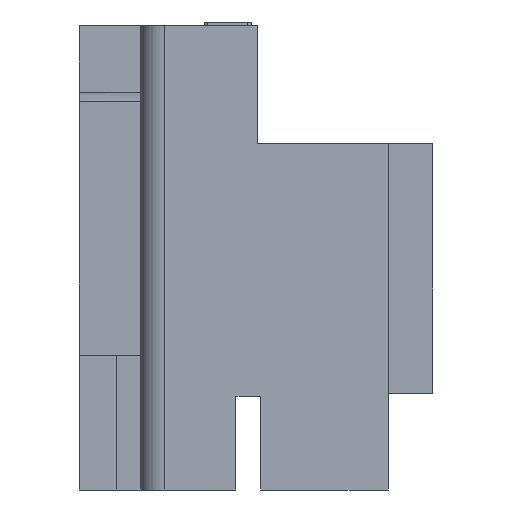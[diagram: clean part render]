
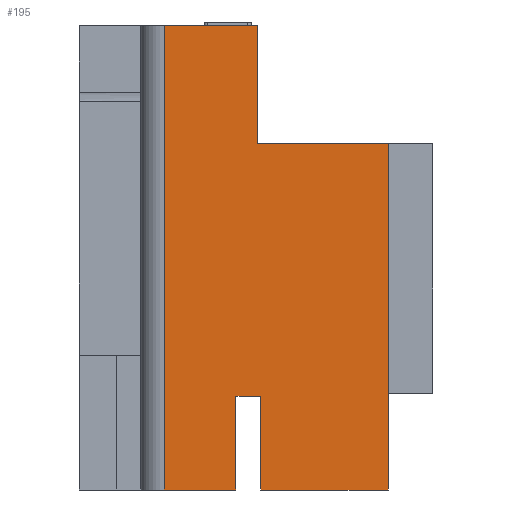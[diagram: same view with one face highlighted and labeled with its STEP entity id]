
A CAD part, left-side view. The second image highlights one B-rep face of the part: STEP entity #195.
In plain terms, the highlighted planar face has unit normal (-1, 0, 0).
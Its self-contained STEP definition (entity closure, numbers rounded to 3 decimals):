
#195=ADVANCED_FACE('',(#362),#279,.T.);
#279=PLANE('',#1861);
#362=FACE_OUTER_BOUND('',#453,.T.);
#453=EDGE_LOOP('',(#755,#756,#757,#758,#759,#760,#761,#762,#763,#764));
#755=ORIENTED_EDGE('',*,*,#1289,.T.);
#756=ORIENTED_EDGE('',*,*,#1290,.F.);
#757=ORIENTED_EDGE('',*,*,#1291,.F.);
#758=ORIENTED_EDGE('',*,*,#1292,.T.);
#759=ORIENTED_EDGE('',*,*,#1293,.T.);
#760=ORIENTED_EDGE('',*,*,#1294,.F.);
#761=ORIENTED_EDGE('',*,*,#1287,.T.);
#762=ORIENTED_EDGE('',*,*,#1284,.F.);
#763=ORIENTED_EDGE('',*,*,#1282,.T.);
#764=ORIENTED_EDGE('',*,*,#1280,.T.);
#1075=VERTEX_POINT('',#2663);
#1078=VERTEX_POINT('',#2668);
#1080=VERTEX_POINT('',#2674);
#1081=VERTEX_POINT('',#2678);
#1082=VERTEX_POINT('',#2683);
#1083=VERTEX_POINT('',#2687);
#1084=VERTEX_POINT('',#2689);
#1085=VERTEX_POINT('',#2691);
#1086=VERTEX_POINT('',#2693);
#1087=VERTEX_POINT('',#2695);
#1280=EDGE_CURVE('',#1075,#1078,#1499,.T.);
#1282=EDGE_CURVE('',#1080,#1075,#1501,.T.);
#1284=EDGE_CURVE('',#1080,#1081,#1503,.T.);
#1287=EDGE_CURVE('',#1082,#1081,#1505,.T.);
#1289=EDGE_CURVE('',#1078,#1083,#1506,.T.);
#1290=EDGE_CURVE('',#1084,#1083,#1507,.T.);
#1291=EDGE_CURVE('',#1085,#1084,#1508,.T.);
#1292=EDGE_CURVE('',#1085,#1086,#1509,.T.);
#1293=EDGE_CURVE('',#1086,#1087,#1510,.T.);
#1294=EDGE_CURVE('',#1082,#1087,#1511,.T.);
#1499=LINE('',#2669,#1712);
#1501=LINE('',#2673,#1714);
#1503=LINE('',#2677,#1716);
#1505=LINE('',#2682,#1718);
#1506=LINE('',#2686,#1719);
#1507=LINE('',#2688,#1720);
#1508=LINE('',#2690,#1721);
#1509=LINE('',#2692,#1722);
#1510=LINE('',#2694,#1723);
#1511=LINE('',#2696,#1724);
#1712=VECTOR('',#2188,1.);
#1714=VECTOR('',#2192,1.);
#1716=VECTOR('',#2196,1.);
#1718=VECTOR('',#2202,1.);
#1719=VECTOR('',#2207,1.);
#1720=VECTOR('',#2208,1.);
#1721=VECTOR('',#2209,1.);
#1722=VECTOR('',#2210,1.);
#1723=VECTOR('',#2211,1.);
#1724=VECTOR('',#2212,1.);
#1861=AXIS2_PLACEMENT_3D('',#2697,#2213,#2214);
#2188=DIRECTION('',(0.,-1.,0.));
#2192=DIRECTION('',(0.,0.,1.));
#2196=DIRECTION('',(0.,1.,0.));
#2202=DIRECTION('',(0.,0.,-1.));
#2207=DIRECTION('',(0.,0.,-1.));
#2208=DIRECTION('',(0.,1.,0.));
#2209=DIRECTION('',(0.,0.,-1.));
#2210=DIRECTION('',(0.,1.,0.));
#2211=DIRECTION('',(0.,0.,1.));
#2212=DIRECTION('',(0.,-1.,0.));
#2213=DIRECTION('',(-1.,0.,0.));
#2214=DIRECTION('',(0.,-1.,0.));
#2663=CARTESIAN_POINT('',(9.147,8.435,4.));
#2668=CARTESIAN_POINT('',(9.147,7.385,4.));
#2669=CARTESIAN_POINT('',(9.147,8.435,4.));
#2673=CARTESIAN_POINT('',(9.147,8.435,0.));
#2674=CARTESIAN_POINT('',(9.147,8.435,0.));
#2677=CARTESIAN_POINT('',(9.147,8.435,0.));
#2678=CARTESIAN_POINT('',(9.147,11.485,0.));
#2682=CARTESIAN_POINT('',(9.147,11.485,19.8));
#2683=CARTESIAN_POINT('',(9.147,11.485,19.8));
#2686=CARTESIAN_POINT('',(9.147,7.385,4.));
#2687=CARTESIAN_POINT('',(9.147,7.385,0.));
#2688=CARTESIAN_POINT('',(9.147,1.945,0.));
#2689=CARTESIAN_POINT('',(9.147,1.945,0.));
#2690=CARTESIAN_POINT('',(9.147,1.945,14.77));
#2691=CARTESIAN_POINT('',(9.147,1.945,14.77));
#2692=CARTESIAN_POINT('',(9.147,1.945,14.77));
#2693=CARTESIAN_POINT('',(9.147,7.535,14.77));
#2694=CARTESIAN_POINT('',(9.147,7.535,14.77));
#2695=CARTESIAN_POINT('',(9.147,7.535,19.8));
#2696=CARTESIAN_POINT('',(9.147,11.485,19.8));
#2697=CARTESIAN_POINT('',(9.147,11.485,0.));
